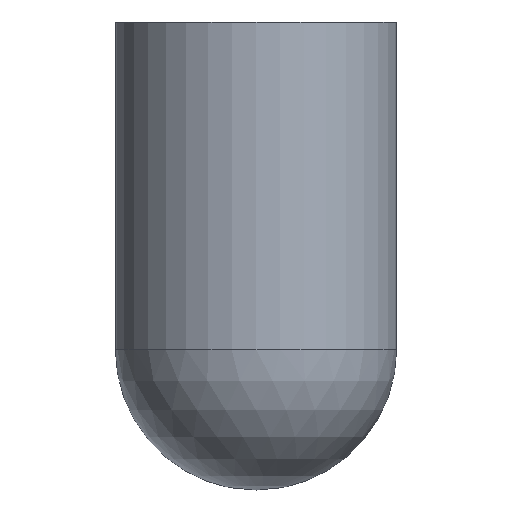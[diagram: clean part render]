
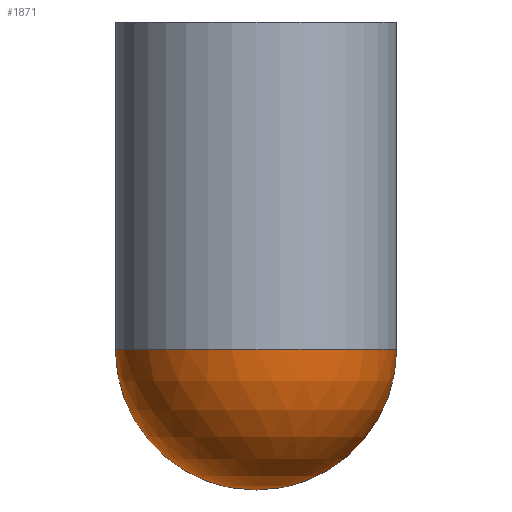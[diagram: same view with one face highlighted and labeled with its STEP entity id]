
A CAD part, left-side view. The second image highlights one B-rep face of the part: STEP entity #1871.
In plain terms, the highlighted spherical face has radius 13.75 mm.
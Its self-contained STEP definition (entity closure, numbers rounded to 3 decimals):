
#87 = CYLINDRICAL_SURFACE('',#88,13.75);
#88 = AXIS2_PLACEMENT_3D('',#89,#90,#91);
#89 = CARTESIAN_POINT('',(0.,0.,0.));
#90 = DIRECTION('',(1.,0.,0.));
#91 = DIRECTION('',(0.,0.,-1.));
#200 = VERTEX_POINT('',#201);
#201 = CARTESIAN_POINT('',(0.,-13.75,0.
    ));
#317 = EDGE_CURVE('',#200,#318,#320,.T.);
#318 = VERTEX_POINT('',#319);
#319 = CARTESIAN_POINT('',(0.,0.,-13.75
    ));
#320 = SURFACE_CURVE('',#321,(#326,#333),.PCURVE_S1.);
#321 = CIRCLE('',#322,13.75);
#322 = AXIS2_PLACEMENT_3D('',#323,#324,#325);
#323 = CARTESIAN_POINT('',(0.,0.,0.));
#324 = DIRECTION('',(1.,-0.,0.));
#325 = DIRECTION('',(0.,0.,-1.));
#326 = PCURVE('',#87,#327);
#327 = DEFINITIONAL_REPRESENTATION('',(#328),#332);
#328 = LINE('',#329,#330);
#329 = CARTESIAN_POINT('',(0.,0.));
#330 = VECTOR('',#331,1.);
#331 = DIRECTION('',(1.,0.));
#332 = ( GEOMETRIC_REPRESENTATION_CONTEXT(2) 
PARAMETRIC_REPRESENTATION_CONTEXT() REPRESENTATION_CONTEXT('2D SPACE',''
  ) );
#333 = PCURVE('',#334,#339);
#334 = SPHERICAL_SURFACE('',#335,13.75);
#335 = AXIS2_PLACEMENT_3D('',#336,#337,#338);
#336 = CARTESIAN_POINT('',(0.,0.,0.));
#337 = DIRECTION('',(0.,0.,1.));
#338 = DIRECTION('',(1.,0.,0.));
#339 = DEFINITIONAL_REPRESENTATION('',(#340),#344);
#340 = LINE('',#341,#342);
#341 = CARTESIAN_POINT('',(4.712,4.712));
#342 = VECTOR('',#343,1.);
#343 = DIRECTION('',(0.,-1.));
#344 = ( GEOMETRIC_REPRESENTATION_CONTEXT(2) 
PARAMETRIC_REPRESENTATION_CONTEXT() REPRESENTATION_CONTEXT('2D SPACE',''
  ) );
#397 = EDGE_CURVE('',#318,#398,#400,.T.);
#398 = VERTEX_POINT('',#399);
#399 = CARTESIAN_POINT('',(0.,13.75,0.));
#400 = SURFACE_CURVE('',#401,(#406,#413),.PCURVE_S1.);
#401 = CIRCLE('',#402,13.75);
#402 = AXIS2_PLACEMENT_3D('',#403,#404,#405);
#403 = CARTESIAN_POINT('',(0.,0.,0.));
#404 = DIRECTION('',(1.,-0.,0.));
#405 = DIRECTION('',(0.,0.,-1.));
#406 = PCURVE('',#87,#407);
#407 = DEFINITIONAL_REPRESENTATION('',(#408),#412);
#408 = LINE('',#409,#410);
#409 = CARTESIAN_POINT('',(0.,0.));
#410 = VECTOR('',#411,1.);
#411 = DIRECTION('',(1.,0.));
#412 = ( GEOMETRIC_REPRESENTATION_CONTEXT(2) 
PARAMETRIC_REPRESENTATION_CONTEXT() REPRESENTATION_CONTEXT('2D SPACE',''
  ) );
#413 = PCURVE('',#334,#414);
#414 = DEFINITIONAL_REPRESENTATION('',(#415),#419);
#415 = LINE('',#416,#417);
#416 = CARTESIAN_POINT('',(1.571,-1.571));
#417 = VECTOR('',#418,1.);
#418 = DIRECTION('',(0.,1.));
#419 = ( GEOMETRIC_REPRESENTATION_CONTEXT(2) 
PARAMETRIC_REPRESENTATION_CONTEXT() REPRESENTATION_CONTEXT('2D SPACE',''
  ) );
#1157 = CYLINDRICAL_SURFACE('',#1158,13.75);
#1158 = AXIS2_PLACEMENT_3D('',#1159,#1160,#1161);
#1159 = CARTESIAN_POINT('',(0.,0.,0.));
#1160 = DIRECTION('',(0.,0.,1.));
#1161 = DIRECTION('',(1.,0.,0.));
#1871 = ADVANCED_FACE('',(#1872),#334,.T.);
#1872 = FACE_BOUND('',#1873,.T.);
#1873 = EDGE_LOOP('',(#1874,#1896,#1897));
#1874 = ORIENTED_EDGE('',*,*,#1875,.F.);
#1875 = EDGE_CURVE('',#398,#200,#1876,.T.);
#1876 = SURFACE_CURVE('',#1877,(#1882,#1889),.PCURVE_S1.);
#1877 = CIRCLE('',#1878,13.75);
#1878 = AXIS2_PLACEMENT_3D('',#1879,#1880,#1881);
#1879 = CARTESIAN_POINT('',(0.,0.,0.));
#1880 = DIRECTION('',(0.,0.,1.));
#1881 = DIRECTION('',(1.,0.,0.));
#1882 = PCURVE('',#334,#1883);
#1883 = DEFINITIONAL_REPRESENTATION('',(#1884),#1888);
#1884 = LINE('',#1885,#1886);
#1885 = CARTESIAN_POINT('',(0.,0.));
#1886 = VECTOR('',#1887,1.);
#1887 = DIRECTION('',(1.,0.));
#1888 = ( GEOMETRIC_REPRESENTATION_CONTEXT(2) 
PARAMETRIC_REPRESENTATION_CONTEXT() REPRESENTATION_CONTEXT('2D SPACE',''
  ) );
#1889 = PCURVE('',#1157,#1890);
#1890 = DEFINITIONAL_REPRESENTATION('',(#1891),#1895);
#1891 = LINE('',#1892,#1893);
#1892 = CARTESIAN_POINT('',(0.,0.));
#1893 = VECTOR('',#1894,1.);
#1894 = DIRECTION('',(1.,0.));
#1895 = ( GEOMETRIC_REPRESENTATION_CONTEXT(2) 
PARAMETRIC_REPRESENTATION_CONTEXT() REPRESENTATION_CONTEXT('2D SPACE',''
  ) );
#1896 = ORIENTED_EDGE('',*,*,#397,.F.);
#1897 = ORIENTED_EDGE('',*,*,#317,.F.);
